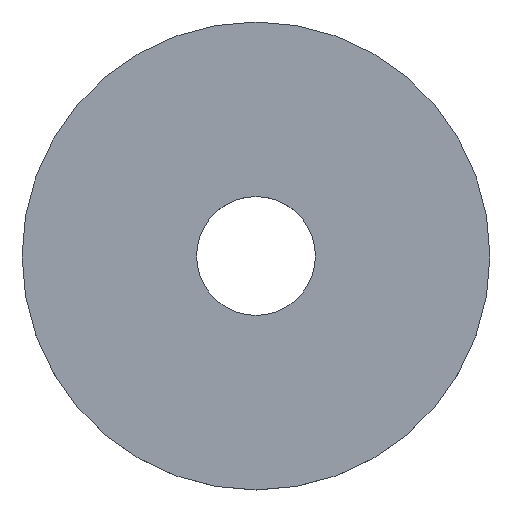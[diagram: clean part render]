
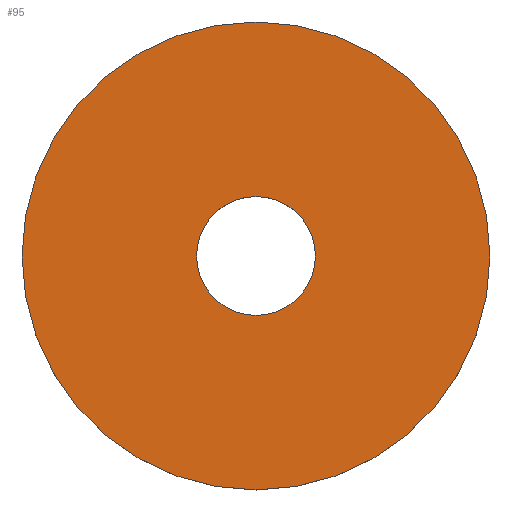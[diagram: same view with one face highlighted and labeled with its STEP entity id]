
A CAD part, top view. The second image highlights one B-rep face of the part: STEP entity #95.
In plain terms, the highlighted planar face has unit normal (0, 0, 1).
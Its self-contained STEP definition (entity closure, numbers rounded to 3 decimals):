
#7 = ORIENTED_EDGE ( 'NONE', *, *, #164, .F. ) ;
#11 = EDGE_CURVE ( 'NONE', #13, #13, #35, .T. ) ;
#13 = VERTEX_POINT ( 'NONE', #53 ) ;
#24 = CIRCLE ( 'NONE', #100, 31.5 ) ;
#26 = DIRECTION ( 'NONE',  ( 0., 0., -1. ) ) ;
#27 = DIRECTION ( 'NONE',  ( 0., 0., -1. ) ) ;
#35 = CIRCLE ( 'NONE', #131, 8. ) ;
#53 = CARTESIAN_POINT ( 'NONE',  ( 0., 8., 4. ) ) ;
#54 = CARTESIAN_POINT ( 'NONE',  ( 0., 8., 4. ) ) ;
#55 = FACE_BOUND ( 'NONE', #137, .T. ) ;
#81 = DIRECTION ( 'NONE',  ( 0., 1., 0. ) ) ;
#83 = PLANE ( 'NONE',  #87 ) ;
#87 = AXIS2_PLACEMENT_3D ( 'NONE', #54, #93, #138 ) ;
#90 = EDGE_LOOP ( 'NONE', ( #7 ) ) ;
#93 = DIRECTION ( 'NONE',  ( 0., 0., 1. ) ) ;
#95 = ADVANCED_FACE ( 'NONE', ( #55, #150 ), #83, .T. ) ;
#96 = DIRECTION ( 'NONE',  ( 0., 1., 0. ) ) ;
#100 = AXIS2_PLACEMENT_3D ( 'NONE', #155, #27, #81 ) ;
#113 = CARTESIAN_POINT ( 'NONE',  ( 0., 31.5, 4. ) ) ;
#125 = VERTEX_POINT ( 'NONE', #113 ) ;
#131 = AXIS2_PLACEMENT_3D ( 'NONE', #161, #26, #96 ) ;
#136 = ORIENTED_EDGE ( 'NONE', *, *, #11, .T. ) ;
#137 = EDGE_LOOP ( 'NONE', ( #136 ) ) ;
#138 = DIRECTION ( 'NONE',  ( 0., -1., 0. ) ) ;
#150 = FACE_OUTER_BOUND ( 'NONE', #90, .T. ) ;
#155 = CARTESIAN_POINT ( 'NONE',  ( 0., 0., 4. ) ) ;
#161 = CARTESIAN_POINT ( 'NONE',  ( 0., 0., 4. ) ) ;
#164 = EDGE_CURVE ( 'NONE', #125, #125, #24, .T. ) ;
